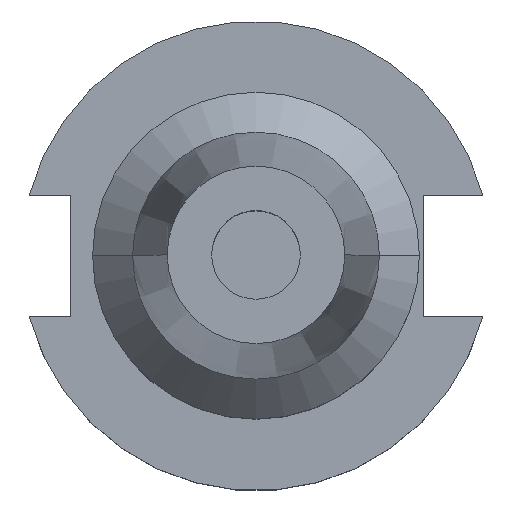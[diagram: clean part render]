
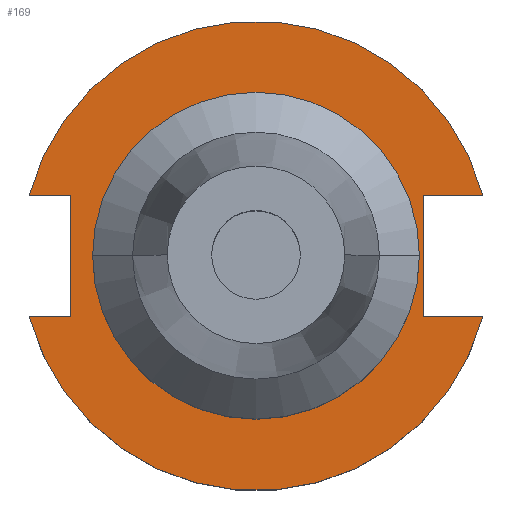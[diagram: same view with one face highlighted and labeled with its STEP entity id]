
A CAD part, top view. The second image highlights one B-rep face of the part: STEP entity #169.
In plain terms, the highlighted planar face has unit normal (0, 0, 1).
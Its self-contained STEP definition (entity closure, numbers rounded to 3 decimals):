
#1 = EDGE_CURVE ( 'NONE', #2, #1204, #1208, .T. ) ;
#2 = VERTEX_POINT ( 'NONE', #1400 ) ;
#7 = VERTEX_POINT ( 'NONE', #1373 ) ;
#8 = DIRECTION ( 'NONE',  ( 1., 0., 0. ) ) ;
#13 = VECTOR ( 'NONE', #1602, 1000. ) ;
#14 = EDGE_CURVE ( 'NONE', #1222, #592, #1562, .T. ) ;
#63 = VERTEX_POINT ( 'NONE', #399 ) ;
#105 = VERTEX_POINT ( 'NONE', #1158 ) ;
#119 = FACE_OUTER_BOUND ( 'NONE', #1028, .T. ) ;
#141 = VECTOR ( 'NONE', #451, 1000. ) ;
#169 = ADVANCED_FACE ( 'NONE', ( #413, #119 ), #543, .F. ) ;
#183 = DIRECTION ( 'NONE',  ( -1., 0., 0. ) ) ;
#205 = CIRCLE ( 'NONE', #837, 31.75 ) ;
#222 = VERTEX_POINT ( 'NONE', #454 ) ;
#246 = CARTESIAN_POINT ( 'NONE',  ( 0., 0., 19.05 ) ) ;
#260 = CARTESIAN_POINT ( 'NONE',  ( -61.091, -8.191, 19.05 ) ) ;
#267 = DIRECTION ( 'NONE',  ( 0., 0., -1. ) ) ;
#326 = VECTOR ( 'NONE', #352, 1000. ) ;
#352 = DIRECTION ( 'NONE',  ( 1., 0., 0. ) ) ;
#361 = ORIENTED_EDGE ( 'NONE', *, *, #1220, .T. ) ;
#399 = CARTESIAN_POINT ( 'NONE',  ( -25.091, 8.191, 19.05 ) ) ;
#413 = FACE_BOUND ( 'NONE', #860, .T. ) ;
#425 = CARTESIAN_POINT ( 'NONE',  ( -25.091, -8.191, 19.05 ) ) ;
#435 = CARTESIAN_POINT ( 'NONE',  ( 0., 0., 19.05 ) ) ;
#451 = DIRECTION ( 'NONE',  ( 0., 1., 0. ) ) ;
#454 = CARTESIAN_POINT ( 'NONE',  ( -30.675, 8.191, 19.05 ) ) ;
#465 = VERTEX_POINT ( 'NONE', #425 ) ;
#477 = LINE ( 'NONE', #478, #141 ) ;
#478 = CARTESIAN_POINT ( 'NONE',  ( 22.606, 22.1, 19.05 ) ) ;
#524 = CARTESIAN_POINT ( 'NONE',  ( 0., 22.1, 19.05 ) ) ;
#543 = PLANE ( 'NONE',  #1430 ) ;
#561 = ORIENTED_EDGE ( 'NONE', *, *, #1, .F. ) ;
#568 = CARTESIAN_POINT ( 'NONE',  ( -25.091, 8.191, 19.05 ) ) ;
#592 = VERTEX_POINT ( 'NONE', #1038 ) ;
#612 = AXIS2_PLACEMENT_3D ( 'NONE', #246, #1031, #8 ) ;
#634 = DIRECTION ( 'NONE',  ( 0., -1., 0. ) ) ;
#649 = DIRECTION ( 'NONE',  ( 1., 0., 0. ) ) ;
#651 = EDGE_CURVE ( 'NONE', #592, #1222, #809, .T. ) ;
#707 = LINE ( 'NONE', #1415, #13 ) ;
#737 = EDGE_CURVE ( 'NONE', #105, #1204, #477, .T. ) ;
#786 = CARTESIAN_POINT ( 'NONE',  ( -22.1, 0., 19.05 ) ) ;
#793 = ORIENTED_EDGE ( 'NONE', *, *, #908, .T. ) ;
#809 = CIRCLE ( 'NONE', #1441, 22.1 ) ;
#837 = AXIS2_PLACEMENT_3D ( 'NONE', #1049, #1052, #1057 ) ;
#848 = EDGE_CURVE ( 'NONE', #7, #465, #1600, .T. ) ;
#860 = EDGE_LOOP ( 'NONE', ( #1090, #1044 ) ) ;
#864 = EDGE_CURVE ( 'NONE', #63, #465, #896, .T. ) ;
#890 = VECTOR ( 'NONE', #1244, 1000. ) ;
#896 = LINE ( 'NONE', #568, #1255 ) ;
#908 = EDGE_CURVE ( 'NONE', #7, #1162, #205, .T. ) ;
#963 = ORIENTED_EDGE ( 'NONE', *, *, #848, .F. ) ;
#1028 = EDGE_LOOP ( 'NONE', ( #1474, #963, #793, #1102, #1058, #561, #361, #1183 ) ) ;
#1031 = DIRECTION ( 'NONE',  ( 0., 0., 1. ) ) ;
#1038 = CARTESIAN_POINT ( 'NONE',  ( 22.1, 0., 19.05 ) ) ;
#1044 = ORIENTED_EDGE ( 'NONE', *, *, #14, .F. ) ;
#1049 = CARTESIAN_POINT ( 'NONE',  ( 0., 0., 19.05 ) ) ;
#1052 = DIRECTION ( 'NONE',  ( 0., 0., 1. ) ) ;
#1057 = DIRECTION ( 'NONE',  ( 1., 0., 0. ) ) ;
#1058 = ORIENTED_EDGE ( 'NONE', *, *, #737, .T. ) ;
#1090 = ORIENTED_EDGE ( 'NONE', *, *, #651, .F. ) ;
#1102 = ORIENTED_EDGE ( 'NONE', *, *, #1185, .F. ) ;
#1128 = CARTESIAN_POINT ( 'NONE',  ( 30.675, -8.191, 19.05 ) ) ;
#1158 = CARTESIAN_POINT ( 'NONE',  ( 22.606, -8.191, 19.05 ) ) ;
#1162 = VERTEX_POINT ( 'NONE', #1128 ) ;
#1183 = ORIENTED_EDGE ( 'NONE', *, *, #1478, .T. ) ;
#1185 = EDGE_CURVE ( 'NONE', #105, #1162, #1578, .T. ) ;
#1204 = VERTEX_POINT ( 'NONE', #1394 ) ;
#1208 = LINE ( 'NONE', #1249, #890 ) ;
#1220 = EDGE_CURVE ( 'NONE', #2, #222, #1371, .T. ) ;
#1222 = VERTEX_POINT ( 'NONE', #786 ) ;
#1244 = DIRECTION ( 'NONE',  ( -1., 0., 0. ) ) ;
#1249 = CARTESIAN_POINT ( 'NONE',  ( 0., 8.191, 19.05 ) ) ;
#1255 = VECTOR ( 'NONE', #634, 1000. ) ;
#1282 = CARTESIAN_POINT ( 'NONE',  ( 0., -8.191, 19.05 ) ) ;
#1344 = DIRECTION ( 'NONE',  ( 1., 0., 0. ) ) ;
#1353 = AXIS2_PLACEMENT_3D ( 'NONE', #435, #1377, #649 ) ;
#1371 = CIRCLE ( 'NONE', #612, 31.75 ) ;
#1373 = CARTESIAN_POINT ( 'NONE',  ( -30.675, -8.191, 19.05 ) ) ;
#1377 = DIRECTION ( 'NONE',  ( 0., 0., 1. ) ) ;
#1394 = CARTESIAN_POINT ( 'NONE',  ( 22.606, 8.191, 19.05 ) ) ;
#1400 = CARTESIAN_POINT ( 'NONE',  ( 30.675, 8.191, 19.05 ) ) ;
#1415 = CARTESIAN_POINT ( 'NONE',  ( -61.091, 8.191, 19.05 ) ) ;
#1430 = AXIS2_PLACEMENT_3D ( 'NONE', #524, #267, #183 ) ;
#1441 = AXIS2_PLACEMENT_3D ( 'NONE', #1529, #1535, #1545 ) ;
#1455 = VECTOR ( 'NONE', #1344, 1000. ) ;
#1474 = ORIENTED_EDGE ( 'NONE', *, *, #864, .T. ) ;
#1478 = EDGE_CURVE ( 'NONE', #222, #63, #707, .T. ) ;
#1529 = CARTESIAN_POINT ( 'NONE',  ( 0., 0., 19.05 ) ) ;
#1535 = DIRECTION ( 'NONE',  ( 0., 0., 1. ) ) ;
#1545 = DIRECTION ( 'NONE',  ( 1., 0., 0. ) ) ;
#1562 = CIRCLE ( 'NONE', #1353, 22.1 ) ;
#1578 = LINE ( 'NONE', #1282, #1455 ) ;
#1600 = LINE ( 'NONE', #260, #326 ) ;
#1602 = DIRECTION ( 'NONE',  ( 1., 0., 0. ) ) ;
